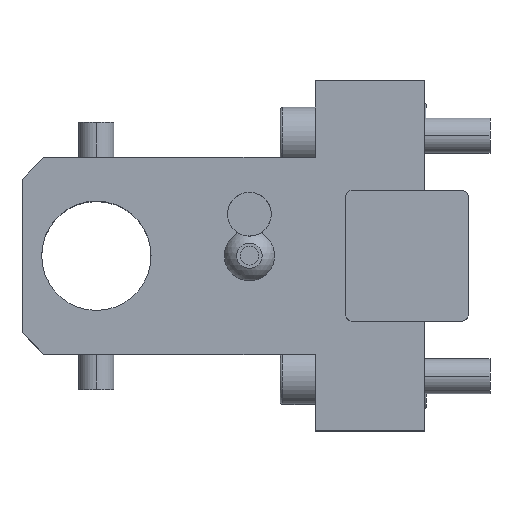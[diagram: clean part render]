
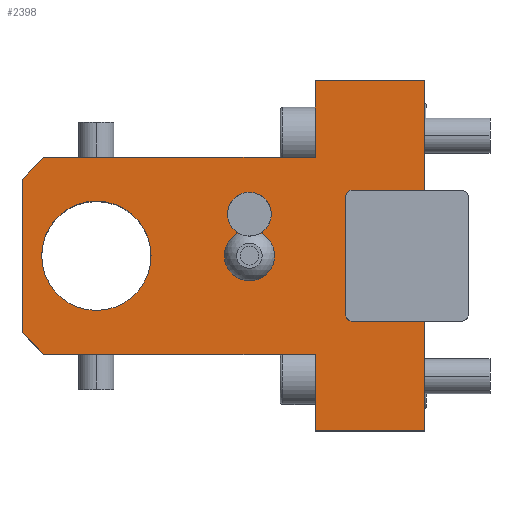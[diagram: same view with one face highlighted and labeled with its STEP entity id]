
A CAD part, top view. The second image highlights one B-rep face of the part: STEP entity #2398.
In plain terms, the highlighted planar face has unit normal (0, 0, 1).
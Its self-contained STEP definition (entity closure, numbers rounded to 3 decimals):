
#1=DIRECTION('',(-1.,0.,0.));
#2=VECTOR('',#1,16.5);
#3=CARTESIAN_POINT('',(0.,-15.,31.));
#4=LINE('',#3,#2);
#5=DIRECTION('',(0.,-1.,0.));
#6=VECTOR('',#5,25.);
#7=CARTESIAN_POINT('',(0.,-15.,31.));
#8=LINE('',#7,#6);
#9=DIRECTION('',(-1.,0.,0.));
#10=VECTOR('',#9,25.);
#11=CARTESIAN_POINT('',(0.,-40.,31.));
#12=LINE('',#11,#10);
#13=DIRECTION('',(0.,1.,0.));
#14=VECTOR('',#13,17.5);
#15=CARTESIAN_POINT('',(-25.,-40.,31.));
#16=LINE('',#15,#14);
#17=DIRECTION('',(-1.,0.,0.));
#18=VECTOR('',#17,62.);
#19=CARTESIAN_POINT('',(-25.,-22.5,31.));
#20=LINE('',#19,#18);
#21=DIRECTION('',(-0.707,0.707,0.));
#22=VECTOR('',#21,7.071);
#23=CARTESIAN_POINT('',(-87.,-22.5,31.));
#24=LINE('',#23,#22);
#25=DIRECTION('',(0.,1.,0.));
#26=VECTOR('',#25,35.);
#27=CARTESIAN_POINT('',(-92.,-17.5,31.));
#28=LINE('',#27,#26);
#29=DIRECTION('',(0.707,0.707,0.));
#30=VECTOR('',#29,7.071);
#31=CARTESIAN_POINT('',(-92.,17.5,31.));
#32=LINE('',#31,#30);
#33=DIRECTION('',(1.,0.,0.));
#34=VECTOR('',#33,62.);
#35=CARTESIAN_POINT('',(-87.,22.5,31.));
#36=LINE('',#35,#34);
#37=DIRECTION('',(0.,1.,0.));
#38=VECTOR('',#37,17.5);
#39=CARTESIAN_POINT('',(-25.,22.5,31.));
#40=LINE('',#39,#38);
#41=DIRECTION('',(1.,0.,0.));
#42=VECTOR('',#41,25.);
#43=CARTESIAN_POINT('',(-25.,40.,31.));
#44=LINE('',#43,#42);
#45=DIRECTION('',(0.,-1.,0.));
#46=VECTOR('',#45,25.);
#47=CARTESIAN_POINT('',(0.,40.,31.));
#48=LINE('',#47,#46);
#49=DIRECTION('',(-1.,0.,0.));
#50=VECTOR('',#49,16.5);
#51=CARTESIAN_POINT('',(0.,15.,31.));
#52=LINE('',#51,#50);
#53=CARTESIAN_POINT('',(-16.5,13.5,31.));
#54=DIRECTION('',(0.,0.,1.));
#55=DIRECTION('',(0.,1.,0.));
#56=AXIS2_PLACEMENT_3D('',#53,#54,#55);
#58=DIRECTION('',(0.,-1.,0.));
#59=VECTOR('',#58,27.);
#60=CARTESIAN_POINT('',(-18.,13.5,31.));
#61=LINE('',#60,#59);
#62=CARTESIAN_POINT('',(-16.5,-13.5,31.));
#63=DIRECTION('',(0.,0.,1.));
#64=DIRECTION('',(-1.,0.,0.));
#65=AXIS2_PLACEMENT_3D('',#62,#63,#64);
#67=CARTESIAN_POINT('',(-75.,0.,31.));
#68=DIRECTION('',(0.,0.,-1.));
#69=DIRECTION('',(0.,-1.,0.));
#70=AXIS2_PLACEMENT_3D('',#67,#68,#69);
#72=CARTESIAN_POINT('',(-75.,0.,31.));
#73=DIRECTION('',(0.,0.,-1.));
#74=DIRECTION('',(0.,1.,0.));
#75=AXIS2_PLACEMENT_3D('',#72,#73,#74);
#77=CARTESIAN_POINT('',(-40.,0.,31.));
#78=DIRECTION('',(0.,0.,-1.));
#79=DIRECTION('',(0.,-1.,0.));
#80=AXIS2_PLACEMENT_3D('',#77,#78,#79);
#82=CARTESIAN_POINT('',(-40.,0.,31.));
#83=DIRECTION('',(0.,0.,-1.));
#84=DIRECTION('',(0.,1.,0.));
#85=AXIS2_PLACEMENT_3D('',#82,#83,#84);
#87=CARTESIAN_POINT('',(-40.,9.5,31.));
#88=DIRECTION('',(0.,0.,-1.));
#89=DIRECTION('',(0.,-1.,0.));
#90=AXIS2_PLACEMENT_3D('',#87,#88,#89);
#92=CARTESIAN_POINT('',(-40.,9.5,31.));
#93=DIRECTION('',(0.,0.,-1.));
#94=DIRECTION('',(0.,1.,0.));
#95=AXIS2_PLACEMENT_3D('',#92,#93,#94);
#1845=CARTESIAN_POINT('',(0.,-40.,31.));
#1846=CARTESIAN_POINT('',(-25.,-40.,31.));
#1847=VERTEX_POINT('',#1845);
#1848=VERTEX_POINT('',#1846);
#1849=CARTESIAN_POINT('',(-25.,-22.5,31.));
#1850=CARTESIAN_POINT('',(-87.,-22.5,31.));
#1851=VERTEX_POINT('',#1849);
#1852=VERTEX_POINT('',#1850);
#1853=CARTESIAN_POINT('',(-92.,-17.5,31.));
#1854=VERTEX_POINT('',#1853);
#1855=CARTESIAN_POINT('',(-92.,17.5,31.));
#1856=VERTEX_POINT('',#1855);
#1857=CARTESIAN_POINT('',(-87.,22.5,31.));
#1858=VERTEX_POINT('',#1857);
#1859=CARTESIAN_POINT('',(-25.,22.5,31.));
#1860=VERTEX_POINT('',#1859);
#1861=CARTESIAN_POINT('',(-25.,40.,31.));
#1862=CARTESIAN_POINT('',(0.,40.,31.));
#1863=VERTEX_POINT('',#1861);
#1864=VERTEX_POINT('',#1862);
#1893=CARTESIAN_POINT('',(-75.,-12.5,31.));
#1894=CARTESIAN_POINT('',(-75.,12.5,31.));
#1895=VERTEX_POINT('',#1893);
#1896=VERTEX_POINT('',#1894);
#2085=CARTESIAN_POINT('',(-40.,-5.754,31.));
#2086=CARTESIAN_POINT('',(-40.,5.754,31.));
#2087=VERTEX_POINT('',#2085);
#2088=VERTEX_POINT('',#2086);
#2125=CARTESIAN_POINT('',(0.,-15.,31.));
#2126=CARTESIAN_POINT('',(-16.5,-15.,31.));
#2127=VERTEX_POINT('',#2125);
#2128=VERTEX_POINT('',#2126);
#2129=CARTESIAN_POINT('',(0.,15.,31.));
#2130=CARTESIAN_POINT('',(-16.5,15.,31.));
#2131=VERTEX_POINT('',#2129);
#2132=VERTEX_POINT('',#2130);
#2133=CARTESIAN_POINT('',(-18.,13.5,31.));
#2134=CARTESIAN_POINT('',(-18.,-13.5,31.));
#2135=VERTEX_POINT('',#2133);
#2136=VERTEX_POINT('',#2134);
#2151=CARTESIAN_POINT('',(-40.,6.7,31.));
#2152=CARTESIAN_POINT('',(-40.,12.3,31.));
#2153=VERTEX_POINT('',#2151);
#2154=VERTEX_POINT('',#2152);
#2341=CARTESIAN_POINT('',(0.,0.,31.));
#2342=DIRECTION('',(0.,0.,-1.));
#2343=DIRECTION('',(0.,-1.,0.));
#2344=AXIS2_PLACEMENT_3D('',#2341,#2342,#2343);
#2345=PLANE('',#2344);
#2347=ORIENTED_EDGE('',*,*,#2346,.F.);
#2349=ORIENTED_EDGE('',*,*,#2348,.T.);
#2351=ORIENTED_EDGE('',*,*,#2350,.T.);
#2353=ORIENTED_EDGE('',*,*,#2352,.T.);
#2355=ORIENTED_EDGE('',*,*,#2354,.T.);
#2357=ORIENTED_EDGE('',*,*,#2356,.T.);
#2359=ORIENTED_EDGE('',*,*,#2358,.T.);
#2361=ORIENTED_EDGE('',*,*,#2360,.T.);
#2363=ORIENTED_EDGE('',*,*,#2362,.T.);
#2365=ORIENTED_EDGE('',*,*,#2364,.T.);
#2367=ORIENTED_EDGE('',*,*,#2366,.T.);
#2369=ORIENTED_EDGE('',*,*,#2368,.T.);
#2371=ORIENTED_EDGE('',*,*,#2370,.T.);
#2373=ORIENTED_EDGE('',*,*,#2372,.T.);
#2375=ORIENTED_EDGE('',*,*,#2374,.T.);
#2377=ORIENTED_EDGE('',*,*,#2376,.T.);
#2378=EDGE_LOOP('',(#2347,#2349,#2351,#2353,#2355,#2357,#2359,#2361,#2363,#2365,
#2367,#2369,#2371,#2373,#2375,#2377));
#2379=FACE_OUTER_BOUND('',#2378,.F.);
#2381=ORIENTED_EDGE('',*,*,#2380,.F.);
#2383=ORIENTED_EDGE('',*,*,#2382,.F.);
#2384=EDGE_LOOP('',(#2381,#2383));
#2385=FACE_BOUND('',#2384,.F.);
#2387=ORIENTED_EDGE('',*,*,#2386,.F.);
#2389=ORIENTED_EDGE('',*,*,#2388,.F.);
#2390=EDGE_LOOP('',(#2387,#2389));
#2391=FACE_BOUND('',#2390,.F.);
#2393=ORIENTED_EDGE('',*,*,#2392,.F.);
#2395=ORIENTED_EDGE('',*,*,#2394,.F.);
#2396=EDGE_LOOP('',(#2393,#2395));
#2397=FACE_BOUND('',#2396,.F.);
#2398=ADVANCED_FACE('',(#2379,#2385,#2391,#2397),#2345,.F.);
#57=CIRCLE('',#56,1.5);
#66=CIRCLE('',#65,1.5);
#71=CIRCLE('',#70,12.5);
#76=CIRCLE('',#75,12.5);
#81=CIRCLE('',#80,5.754);
#86=CIRCLE('',#85,5.754);
#91=CIRCLE('',#90,2.8);
#96=CIRCLE('',#95,2.8);
#2346=EDGE_CURVE('',#2127,#2128,#4,.T.);
#2348=EDGE_CURVE('',#2127,#1847,#8,.T.);
#2350=EDGE_CURVE('',#1847,#1848,#12,.T.);
#2352=EDGE_CURVE('',#1848,#1851,#16,.T.);
#2354=EDGE_CURVE('',#1851,#1852,#20,.T.);
#2356=EDGE_CURVE('',#1852,#1854,#24,.T.);
#2358=EDGE_CURVE('',#1854,#1856,#28,.T.);
#2360=EDGE_CURVE('',#1856,#1858,#32,.T.);
#2362=EDGE_CURVE('',#1858,#1860,#36,.T.);
#2364=EDGE_CURVE('',#1860,#1863,#40,.T.);
#2366=EDGE_CURVE('',#1863,#1864,#44,.T.);
#2368=EDGE_CURVE('',#1864,#2131,#48,.T.);
#2370=EDGE_CURVE('',#2131,#2132,#52,.T.);
#2372=EDGE_CURVE('',#2132,#2135,#57,.T.);
#2374=EDGE_CURVE('',#2135,#2136,#61,.T.);
#2376=EDGE_CURVE('',#2136,#2128,#66,.T.);
#2380=EDGE_CURVE('',#1895,#1896,#71,.T.);
#2382=EDGE_CURVE('',#1896,#1895,#76,.T.);
#2386=EDGE_CURVE('',#2087,#2088,#81,.T.);
#2388=EDGE_CURVE('',#2088,#2087,#86,.T.);
#2392=EDGE_CURVE('',#2153,#2154,#91,.T.);
#2394=EDGE_CURVE('',#2154,#2153,#96,.T.);
